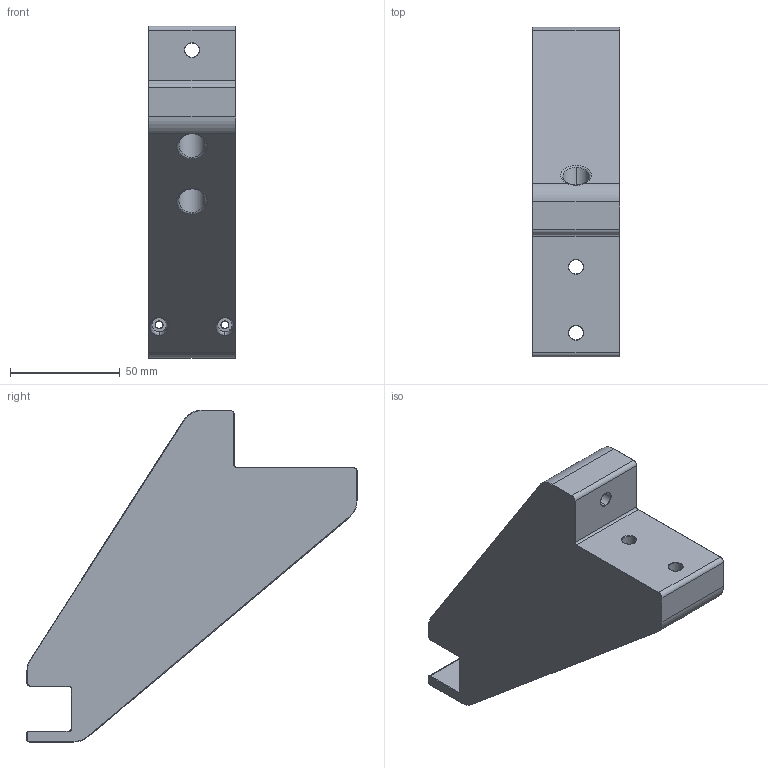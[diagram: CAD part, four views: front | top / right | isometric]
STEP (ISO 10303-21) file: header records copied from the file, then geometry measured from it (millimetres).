
FILE_DESCRIPTION (( 'STEP AP203' ), '1' );
FILE_NAME ('蹋殤_哱挕.STEP', '2025-01-10T08:19:00', ( 'Leo' ), ( '' ), 'SwSTEP 2.0', 'SolidWorks 2022', '' );
FILE_SCHEMA (( 'CONFIG_CONTROL_DESIGN' ));
Length unit declared in the file: millimetre
Products named in the file (1): 料架_玄武
Bounding box: 40 x 150.37 x 151.2 mm (x, y, z)
Volume: 385481.6 mm3; surface area: 44734.3 mm2
Topology: 1 solids, 1 shells, 123 faces, 284 edges, 166 vertices
Faces by surface type: plane 43, cone 38, cylinder 32, bspline 10
Entity records: 4244 total; most frequent: CARTESIAN_POINT 1414, DIRECTION 588, ORIENTED_EDGE 568, EDGE_CURVE 284, AXIS2_PLACEMENT_3D 216, VERTEX_POINT 166, LINE 156, VECTOR 156
